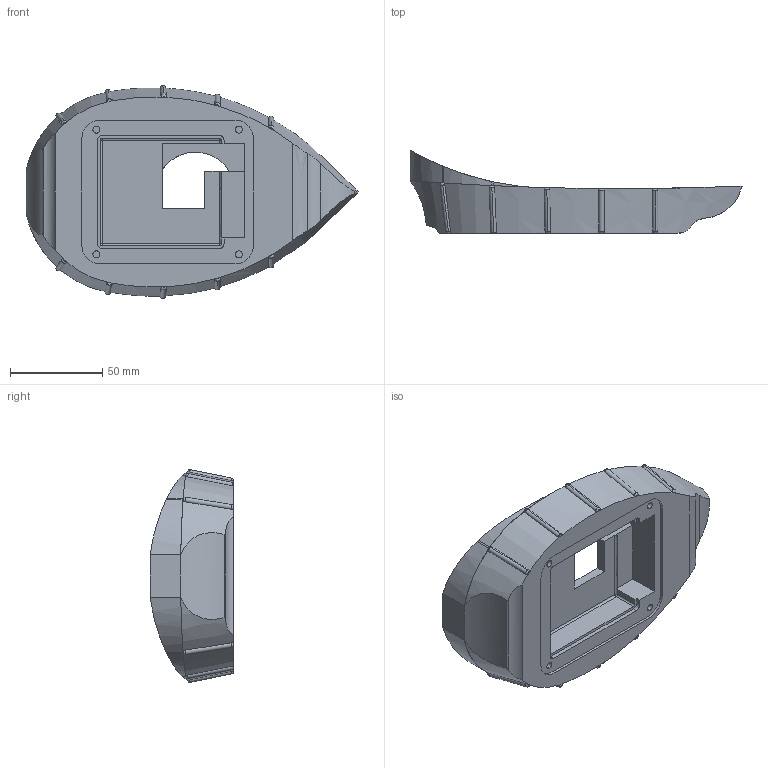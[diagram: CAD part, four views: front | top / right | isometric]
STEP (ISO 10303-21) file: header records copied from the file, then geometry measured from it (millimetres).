
FILE_DESCRIPTION (( 'STEP AP214' ), '1' );
FILE_NAME ('Boat.STEP', '2025-02-12T02:21:05', ( '' ), ( '' ), 'SwSTEP 2.0', 'SolidWorks 2024', '' );
FILE_SCHEMA (( 'AUTOMOTIVE_DESIGN' ));
Length unit declared in the file: millimetre
Products named in the file (1): Boat
Bounding box: 180.02 x 45.27 x 115.38 mm (x, y, z)
Volume: 253523.4 mm3; surface area: 48674.7 mm2
Topology: 2 solids, 2 shells, 184 faces, 489 edges, 310 vertices
Faces by surface type: bspline 76, plane 56, cylinder 52
Entity records: 13029 total; most frequent: CARTESIAN_POINT 9269, ORIENTED_EDGE 970, EDGE_CURVE 485, DIRECTION 451, VERTEX_POINT 310, B_SPLINE_CURVE_WITH_KNOTS 276, EDGE_LOOP 191, FACE_OUTER_BOUND 184
